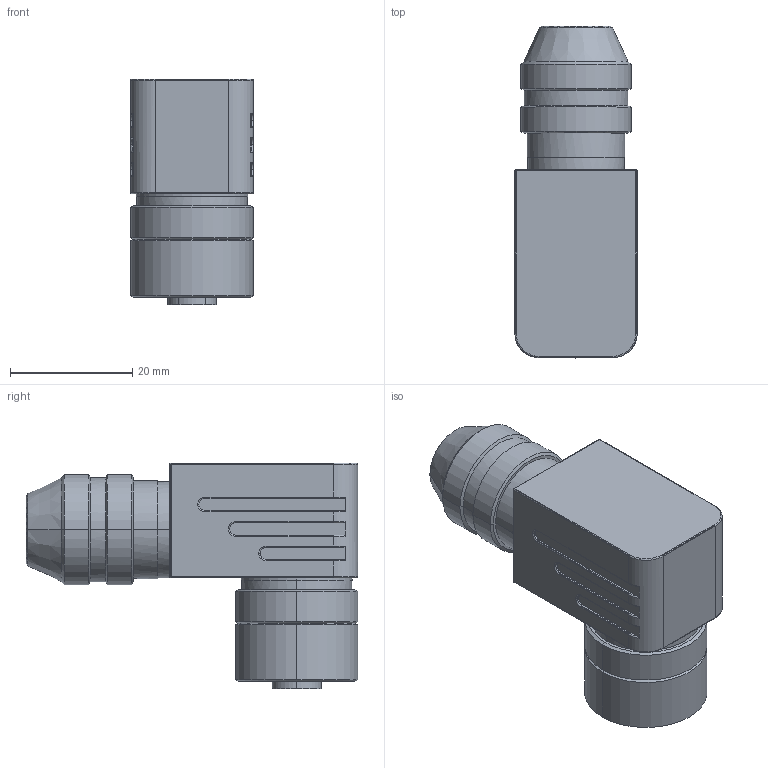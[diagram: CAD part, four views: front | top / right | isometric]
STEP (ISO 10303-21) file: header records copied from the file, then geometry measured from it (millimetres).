
FILE_DESCRIPTION(('CATIA V5 STEP Exchange','CAx-IF Rec.Pracs.--- Model Styling and Organization---1.4--- 2014-01-23'),'2;1');
FILE_NAME ('022236-2_1', '2020-01-27T08:45:32+00:00', ('none'), ('Weidmueller'), 'CATIA Version 5-6 Release 2016 SP3 HF44', 'CATIA V5 STEP AP214', 'none');
FILE_SCHEMA(('AUTOMOTIVE_DESIGN { 1 0 10303 214 1 1 1 1 }'));
Length unit declared in the file: millimetre
Products named in the file (1): 1803920000
Bounding box: 20 x 54.25 x 36.9 mm (x, y, z)
Volume: 20022.1 mm3; surface area: 7161.8 mm2
Topology: 2 solids, 3 shells, 221 faces, 546 edges, 338 vertices
Faces by surface type: cylinder 107, plane 52, torus 28, cone 22, bspline 8, sphere 4
Entity records: 7031 total; most frequent: CARTESIAN_POINT 2081, ORIENTED_EDGE 1080, DIRECTION 855, EDGE_CURVE 540, AXIS2_PLACEMENT_3D 445, VERTEX_POINT 338, EDGE_LOOP 244, CIRCLE 242
